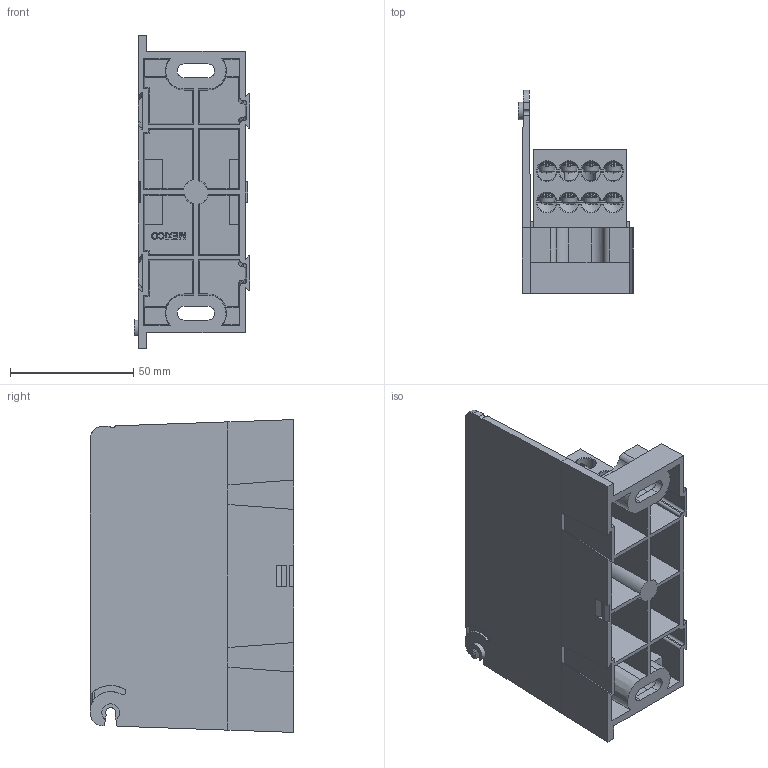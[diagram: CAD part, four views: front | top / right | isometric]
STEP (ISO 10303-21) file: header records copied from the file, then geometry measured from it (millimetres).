
FILE_DESCRIPTION (( 'STEP AP214' ), '1' );
FILE_NAME ('701963.STEP', '2024-08-19T13:52:19', ( '' ), ( '' ), 'SwSTEP 2.0', 'SolidWorks 2021', '' );
FILE_SCHEMA (( 'AUTOMOTIVE_DESIGN' ));
Length unit declared in the file: inch
Products named in the file (7): 701963; C06758P; F08942_DEFAULT; 410034; C06758; F09928_DEFAULT; F09002
Assembly tree (13 placements, depth 3):
  701963
    C06758P
      C06758
      F09002
      F08942_DEFAULT  x8
    410034
    F09928_DEFAULT
Bounding box: 46.93 x 82.55 x 127.01 mm (x, y, z)
Volume: 123565.4 mm3; surface area: 73116.9 mm2
Topology: 12 solids, 12 shells, 1088 faces, 2849 edges, 1791 vertices
Faces by surface type: cylinder 381, cone 378, plane 279, bspline 24, sphere 18, torus 8
Entity records: 23505 total; most frequent: CARTESIAN_POINT 8779, ORIENTED_EDGE 3168, DIRECTION 2689, EDGE_CURVE 1584, VERTEX_POINT 1021, LINE 919, VECTOR 919, AXIS2_PLACEMENT_3D 885
